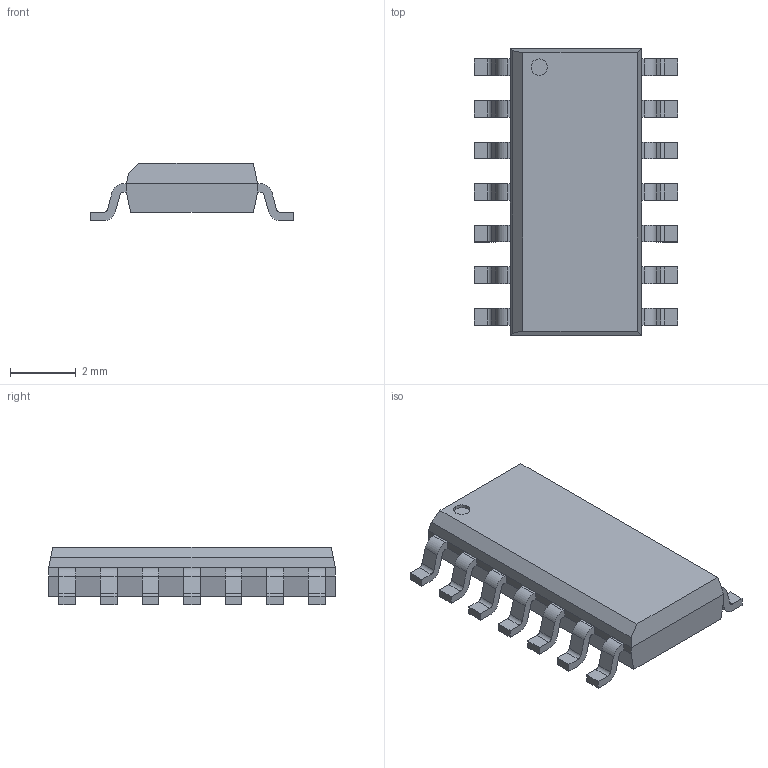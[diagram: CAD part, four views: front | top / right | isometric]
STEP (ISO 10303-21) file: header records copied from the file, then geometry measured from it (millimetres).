
FILE_DESCRIPTION((''),'2;1');
FILE_NAME('SOIC127P600X175-14N.stp','2008-05-20T14:21:57',(''),(''),'Mechanical Desktop 2008','Mechanical Desktop 2008',', , ');
FILE_SCHEMA(('AUTOMOTIVE_DESIGN { 1 2 10303 214 1 1 1 1 }'));
Length unit declared in the file: millimetre
Products named in the file (1): Product
Bounding box: 6.2 x 8.75 x 1.75 mm (x, y, z)
Volume: 53.4 mm3; surface area: 140.8 mm2
Topology: 15 solids, 15 shells, 212 faces, 539 edges, 358 vertices
Faces by surface type: bspline 98, plane 84, cylinder 30
Entity records: 6769 total; most frequent: CARTESIAN_POINT 1796, ORIENTED_EDGE 1078, DIRECTION 885, EDGE_CURVE 539, VECTOR 423, LINE 423, VERTEX_POINT 358, AXIS2_PLACEMENT_3D 231
